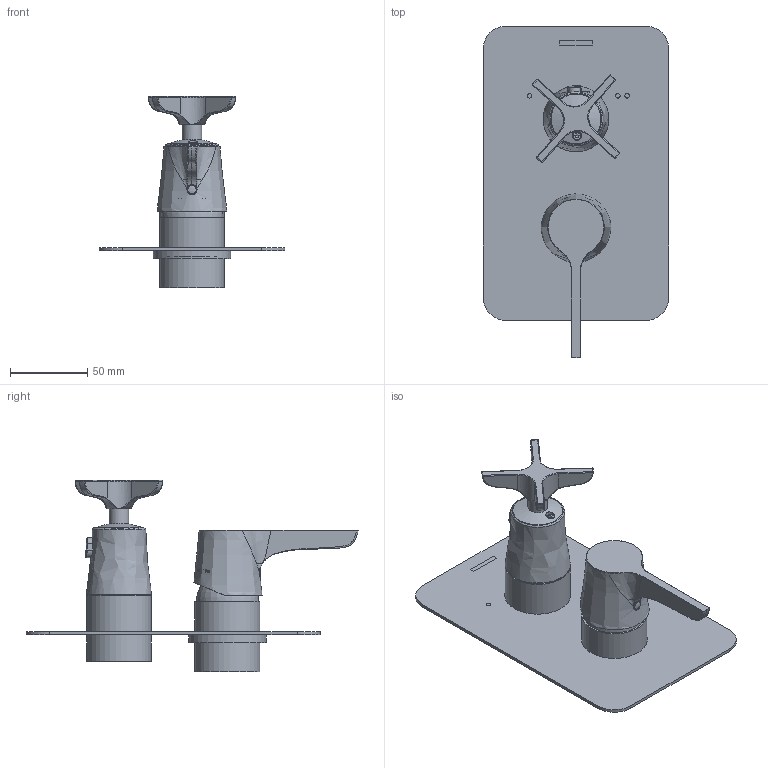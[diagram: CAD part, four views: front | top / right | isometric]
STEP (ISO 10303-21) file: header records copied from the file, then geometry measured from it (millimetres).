
FILE_DESCRIPTION (( 'STEP AP203' ), '1' );
FILE_NAME ('91DP06107.STEP', '2021-11-18T11:33:57', ( '' ), ( '' ), 'SwSTEP 2.0', 'SolidWorks 2021', '' );
FILE_SCHEMA (( 'CONFIG_CONTROL_DESIGN' ));
Length unit declared in the file: millimetre
Products named in the file (1): 91DP06107
Bounding box: 120 x 214.32 x 123.33 mm (x, y, z)
Volume: 109154.3 mm3; surface area: 111980.6 mm2
Topology: 12 solids, 12 shells, 683 faces, 1703 edges, 1085 vertices
Faces by surface type: bspline 297, plane 189, cylinder 110, cone 57, torus 19, sphere 11
Full cylindrical faces by diameter (mm): 2.5 x1, 3 x1, 3.1 x2, 3.3 x3, 4.15 x1, 4.5 x2, 4.8 x1, 5.5 x3, 5.8 x1, 6.5 x1, 8 x2, 12.5 x2, 12.6 x1, 12.8 x1, 31 x1, 32.1 x1, 32.3 x1, 35.8 x2, 36 x1, 36.5 x1, 37 x1, 37.8 x1, 37.9 x1, 38 x1, 39 x5, 40.85 x1, 42 x2, 42.5 x2, 43.2 x1, 48.5 x1
Entity records: 57245 total; most frequent: CARTESIAN_POINT 44028, ORIENTED_EDGE 3156, DIRECTION 1739, EDGE_CURVE 1578, VERTEX_POINT 1052, B_SPLINE_CURVE_WITH_KNOTS 854, EDGE_LOOP 852, FACE_OUTER_BOUND 737
